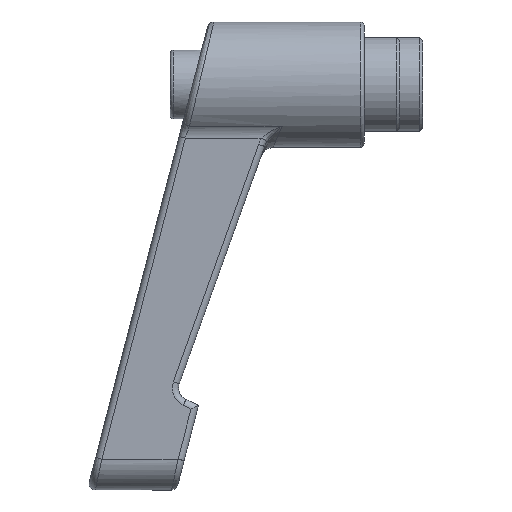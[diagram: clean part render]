
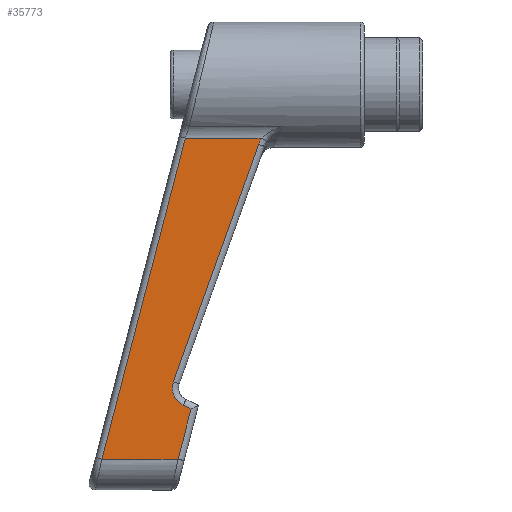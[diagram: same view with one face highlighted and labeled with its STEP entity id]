
A CAD part, left-side view. The second image highlights one B-rep face of the part: STEP entity #35773.
In plain terms, the highlighted planar face has unit normal (-1, 0, -0.029).
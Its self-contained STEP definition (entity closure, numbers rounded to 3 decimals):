
#340 = EDGE_CURVE ( 'NONE', #18807, #7258, #17390, .T. ) ;
#1659 = EDGE_CURVE ( 'NONE', #37261, #29489, #36524, .T. ) ;
#2296 = CARTESIAN_POINT ( 'NONE',  ( -6.698, 16.718, -9.213 ) ) ;
#2492 = DIRECTION ( 'NONE',  ( 0.029, 0., -1. ) ) ;
#2635 = VECTOR ( 'NONE', #28329, 1000. ) ;
#2638 = VECTOR ( 'NONE', #15081, 1000. ) ;
#3450 = ORIENTED_EDGE ( 'NONE', *, *, #6100, .T. ) ;
#3774 = B_SPLINE_CURVE_WITH_KNOTS ( 'NONE', 3,
 ( #17258, #2296, #26940, #38444 ),
 .UNSPECIFIED., .F., .F.,
 ( 4, 4 ),
 ( 0., 0.001 ),
 .UNSPECIFIED. ) ;
#3963 = ORIENTED_EDGE ( 'NONE', *, *, #340, .T. ) ;
#5452 = LINE ( 'NONE', #19301, #2635 ) ;
#5809 = VERTEX_POINT ( 'NONE', #34998 ) ;
#6100 = EDGE_CURVE ( 'NONE', #23060, #14905, #5452, .T. ) ;
#6518 = CARTESIAN_POINT ( 'NONE',  ( -5.479, 27.657, -51.884 ) ) ;
#7258 = VERTEX_POINT ( 'NONE', #37294 ) ;
#7539 = VECTOR ( 'NONE', #35205, 1000. ) ;
#7868 = EDGE_CURVE ( 'NONE', #5809, #23060, #27002, .T. ) ;
#7928 = VERTEX_POINT ( 'NONE', #30281 ) ;
#8753 = FACE_OUTER_BOUND ( 'NONE', #32566, .T. ) ;
#10150 = VECTOR ( 'NONE', #27397, 1000. ) ;
#11710 = VECTOR ( 'NONE', #37982, 1000. ) ;
#11826 =( BOUNDED_CURVE ( )  B_SPLINE_CURVE ( 3, ( #38128, #13938, #28971, #34832 ),
 .UNSPECIFIED., .F., .F. ) 
 B_SPLINE_CURVE_WITH_KNOTS ( ( 4, 4 ),
 ( 0.429, 1.916 ),
 .UNSPECIFIED. ) 
 CURVE ( )  GEOMETRIC_REPRESENTATION_ITEM ( )  RATIONAL_B_SPLINE_CURVE ( ( 1., 0.824, 0.824, 1. ) ) 
 REPRESENTATION_ITEM ( '' )  );
#13155 = ORIENTED_EDGE ( 'NONE', *, *, #31144, .T. ) ;
#13497 = ORIENTED_EDGE ( 'NONE', *, *, #1659, .T. ) ;
#13938 = CARTESIAN_POINT ( 'NONE',  ( -5.515, 30.409, -50.625 ) ) ;
#14114 = ORIENTED_EDGE ( 'NONE', *, *, #7868, .T. ) ;
#14905 = VERTEX_POINT ( 'NONE', #28909 ) ;
#15081 = DIRECTION ( 'NONE',  ( 0., 1., 0. ) ) ;
#17258 = CARTESIAN_POINT ( 'NONE',  ( -6.687, 16.85, -9.581 ) ) ;
#17390 = LINE ( 'NONE', #25822, #7539 ) ;
#17463 = CARTESIAN_POINT ( 'NONE',  ( -5.593, 38.807, -47.875 ) ) ;
#17587 = DIRECTION ( 'NONE',  ( 1., 0., 0.029 ) ) ;
#18807 = VERTEX_POINT ( 'NONE', #31997 ) ;
#19301 = CARTESIAN_POINT ( 'NONE',  ( -5.06, -4.44, -66.561 ) ) ;
#20585 = PLANE ( 'NONE',  #29280 ) ;
#22689 = ORIENTED_EDGE ( 'NONE', *, *, #23606, .T. ) ;
#23060 = VERTEX_POINT ( 'NONE', #6518 ) ;
#23606 = EDGE_CURVE ( 'NONE', #7928, #37261, #34179, .T. ) ;
#23858 = CARTESIAN_POINT ( 'NONE',  ( -5.25, 41.934, -59.902 ) ) ;
#24186 = LINE ( 'NONE', #26229, #2638 ) ;
#25822 = CARTESIAN_POINT ( 'NONE',  ( -5.635, 30.08, -46.42 ) ) ;
#26229 = CARTESIAN_POINT ( 'NONE',  ( -5.25, -7.488, -59.902 ) ) ;
#26940 = CARTESIAN_POINT ( 'NONE',  ( -6.707, 16.537, -8.871 ) ) ;
#27002 = LINE ( 'NONE', #32872, #10150 ) ;
#27397 = DIRECTION ( 'NONE',  ( -0.028, -0.252, 0.967 ) ) ;
#28329 = DIRECTION ( 'NONE',  ( -0.012, 0.909, 0.416 ) ) ;
#28584 = CARTESIAN_POINT ( 'NONE',  ( -6.716, 29.318, -8.552 ) ) ;
#28909 = CARTESIAN_POINT ( 'NONE',  ( -5.495, 28.916, -51.308 ) ) ;
#28971 = CARTESIAN_POINT ( 'NONE',  ( -5.558, 31.046, -49.111 ) ) ;
#29280 = AXIS2_PLACEMENT_3D ( 'NONE', #29476, #17587, #2492 ) ;
#29476 = CARTESIAN_POINT ( 'NONE',  ( -5.25, -7.488, -59.902 ) ) ;
#29489 = VERTEX_POINT ( 'NONE', #23858 ) ;
#30281 = CARTESIAN_POINT ( 'NONE',  ( -6.716, 16.31, -8.552 ) ) ;
#31144 = EDGE_CURVE ( 'NONE', #14905, #18807, #11826, .T. ) ;
#31470 = ORIENTED_EDGE ( 'NONE', *, *, #33486, .T. ) ;
#31997 = CARTESIAN_POINT ( 'NONE',  ( -5.602, 30.491, -47.566 ) ) ;
#32473 = DIRECTION ( 'NONE',  ( 0.028, 0.252, -0.967 ) ) ;
#32566 = EDGE_LOOP ( 'NONE', ( #22689, #13497, #36803, #14114, #3450, #13155, #3963, #31470 ) ) ;
#32872 = CARTESIAN_POINT ( 'NONE',  ( -5.509, 27.386, -50.842 ) ) ;
#33486 = EDGE_CURVE ( 'NONE', #7258, #7928, #3774, .T. ) ;
#33741 = CARTESIAN_POINT ( 'NONE',  ( -6.716, 28.583, -8.552 ) ) ;
#33857 = EDGE_CURVE ( 'NONE', #5809, #29489, #24186, .T. ) ;
#34179 = LINE ( 'NONE', #28584, #11710 ) ;
#34624 = VECTOR ( 'NONE', #32473, 1000. ) ;
#34832 = CARTESIAN_POINT ( 'NONE',  ( -5.602, 30.491, -47.566 ) ) ;
#34998 = CARTESIAN_POINT ( 'NONE',  ( -5.25, 29.741, -59.902 ) ) ;
#35205 = DIRECTION ( 'NONE',  ( -0.027, -0.338, 0.941 ) ) ;
#35773 = ADVANCED_FACE ( 'NONE', ( #8753 ), #20585, .F. ) ;
#36524 = LINE ( 'NONE', #17463, #34624 ) ;
#36803 = ORIENTED_EDGE ( 'NONE', *, *, #33857, .F. ) ;
#37261 = VERTEX_POINT ( 'NONE', #33741 ) ;
#37294 = CARTESIAN_POINT ( 'NONE',  ( -6.687, 16.85, -9.581 ) ) ;
#37982 = DIRECTION ( 'NONE',  ( 0., 1., 0. ) ) ;
#38128 = CARTESIAN_POINT ( 'NONE',  ( -5.495, 28.916, -51.308 ) ) ;
#38444 = CARTESIAN_POINT ( 'NONE',  ( -6.716, 16.31, -8.552 ) ) ;
